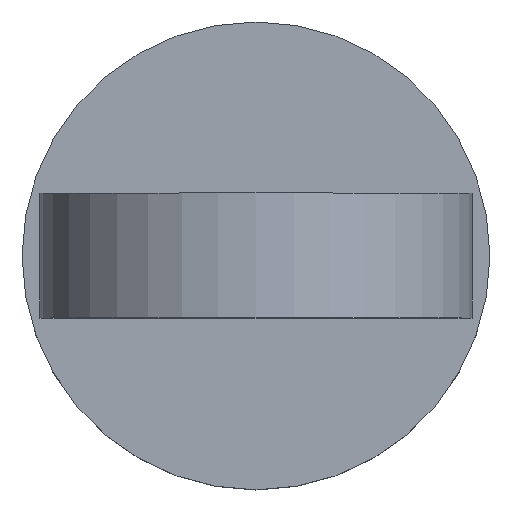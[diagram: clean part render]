
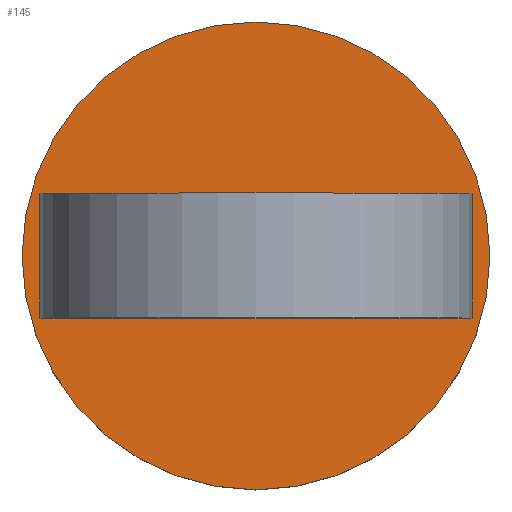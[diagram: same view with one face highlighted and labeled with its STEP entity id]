
A CAD part, top view. The second image highlights one B-rep face of the part: STEP entity #145.
In plain terms, the highlighted planar face has unit normal (0, 0, 1).
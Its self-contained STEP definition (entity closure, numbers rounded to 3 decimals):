
#2 = FACE_OUTER_BOUND ( 'NONE', #326, .T. ) ;
#6 = ORIENTED_EDGE ( 'NONE', *, *, #88, .T. ) ;
#7 = VERTEX_POINT ( 'NONE', #232 ) ;
#13 = DIRECTION ( 'NONE',  ( 0., -1., 0. ) ) ;
#19 = CARTESIAN_POINT ( 'NONE',  ( 6., 2., 18. ) ) ;
#27 = DIRECTION ( 'NONE',  ( -1., 0., 0. ) ) ;
#29 = CARTESIAN_POINT ( 'NONE',  ( 0., 0., 18. ) ) ;
#42 = AXIS2_PLACEMENT_3D ( 'NONE', #157, #91, #62 ) ;
#54 = CARTESIAN_POINT ( 'NONE',  ( 6., 2., 18. ) ) ;
#59 = DIRECTION ( 'NONE',  ( 0., 0., 1. ) ) ;
#62 = DIRECTION ( 'NONE',  ( 1., 0., 0. ) ) ;
#74 = EDGE_CURVE ( 'NONE', #202, #7, #163, .T. ) ;
#79 = CARTESIAN_POINT ( 'NONE',  ( -6., -2., 18. ) ) ;
#80 = VECTOR ( 'NONE', #27, 1000. ) ;
#85 = AXIS2_PLACEMENT_3D ( 'NONE', #29, #312, #86 ) ;
#86 = DIRECTION ( 'NONE',  ( 1., 0., 0. ) ) ;
#87 = CARTESIAN_POINT ( 'NONE',  ( 6., -2., 18. ) ) ;
#88 = EDGE_CURVE ( 'NONE', #367, #284, #354, .T. ) ;
#91 = DIRECTION ( 'NONE',  ( 0., 0., 1. ) ) ;
#120 = DIRECTION ( 'NONE',  ( 1., 0., 0. ) ) ;
#137 = EDGE_CURVE ( 'NONE', #318, #272, #237, .T. ) ;
#145 = ADVANCED_FACE ( 'NONE', ( #209, #2 ), #321, .T. ) ;
#147 = AXIS2_PLACEMENT_3D ( 'NONE', #204, #59, #120 ) ;
#157 = CARTESIAN_POINT ( 'NONE',  ( 0., 0., 18. ) ) ;
#159 = EDGE_CURVE ( 'NONE', #272, #284, #261, .T. ) ;
#163 = CIRCLE ( 'NONE', #147, 7.5 ) ;
#167 = ORIENTED_EDGE ( 'NONE', *, *, #197, .T. ) ;
#169 = EDGE_LOOP ( 'NONE', ( #220, #167, #6, #218 ) ) ;
#197 = EDGE_CURVE ( 'NONE', #318, #367, #205, .T. ) ;
#198 = CARTESIAN_POINT ( 'NONE',  ( -6., 2., 18. ) ) ;
#202 = VERTEX_POINT ( 'NONE', #366 ) ;
#204 = CARTESIAN_POINT ( 'NONE',  ( 0., 0., 18. ) ) ;
#205 = LINE ( 'NONE', #19, #250 ) ;
#209 = FACE_BOUND ( 'NONE', #169, .T. ) ;
#213 = ORIENTED_EDGE ( 'NONE', *, *, #357, .T. ) ;
#217 = DIRECTION ( 'NONE',  ( 0., -1., 0. ) ) ;
#218 = ORIENTED_EDGE ( 'NONE', *, *, #159, .F. ) ;
#220 = ORIENTED_EDGE ( 'NONE', *, *, #137, .F. ) ;
#227 = DIRECTION ( 'NONE',  ( -1., 0., 0. ) ) ;
#232 = CARTESIAN_POINT ( 'NONE',  ( 7.5, 0., 18. ) ) ;
#237 = LINE ( 'NONE', #198, #337 ) ;
#244 = CARTESIAN_POINT ( 'NONE',  ( -6., 2., 18. ) ) ;
#250 = VECTOR ( 'NONE', #217, 1000. ) ;
#261 = LINE ( 'NONE', #263, #287 ) ;
#263 = CARTESIAN_POINT ( 'NONE',  ( -6., 2., 18. ) ) ;
#272 = VERTEX_POINT ( 'NONE', #244 ) ;
#284 = VERTEX_POINT ( 'NONE', #79 ) ;
#287 = VECTOR ( 'NONE', #13, 1000. ) ;
#312 = DIRECTION ( 'NONE',  ( 0., 0., 1. ) ) ;
#318 = VERTEX_POINT ( 'NONE', #54 ) ;
#321 = PLANE ( 'NONE',  #42 ) ;
#326 = EDGE_LOOP ( 'NONE', ( #332, #213 ) ) ;
#332 = ORIENTED_EDGE ( 'NONE', *, *, #74, .T. ) ;
#337 = VECTOR ( 'NONE', #227, 1000. ) ;
#342 = CIRCLE ( 'NONE', #85, 7.5 ) ;
#354 = LINE ( 'NONE', #370, #80 ) ;
#357 = EDGE_CURVE ( 'NONE', #7, #202, #342, .T. ) ;
#366 = CARTESIAN_POINT ( 'NONE',  ( -7.5, 0., 18. ) ) ;
#367 = VERTEX_POINT ( 'NONE', #87 ) ;
#370 = CARTESIAN_POINT ( 'NONE',  ( -6., -2., 18. ) ) ;
